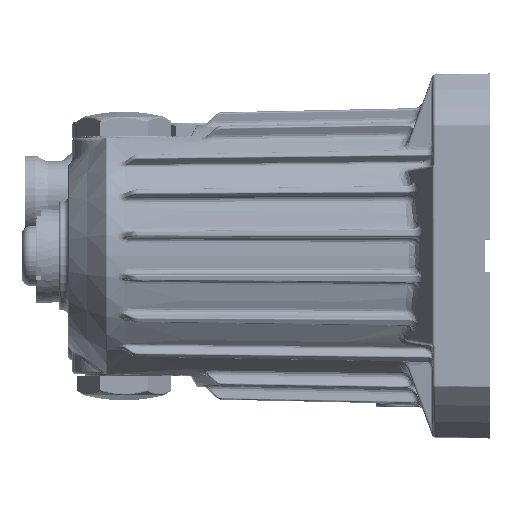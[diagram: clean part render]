
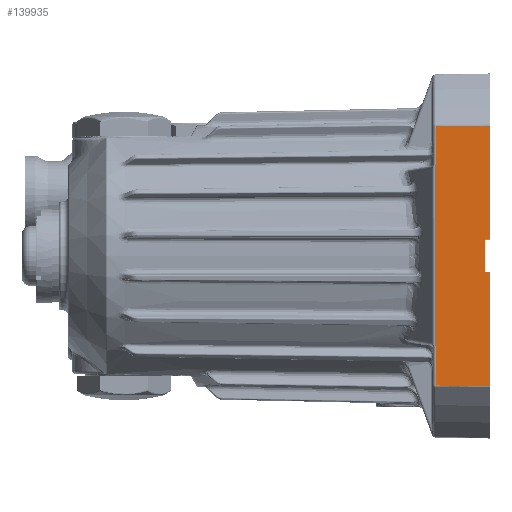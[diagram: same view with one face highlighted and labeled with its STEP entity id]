
A CAD part, top view. The second image highlights one B-rep face of the part: STEP entity #139935.
In plain terms, the highlighted planar face has unit normal (-0.018, 0, 1).
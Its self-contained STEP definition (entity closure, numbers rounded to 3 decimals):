
#2674 = CARTESIAN_POINT ( 'NONE',  ( -6.672, 47.777, 66.884 ) ) ;
#13084 = LINE ( 'NONE', #130033, #374533 ) ;
#19087 = CARTESIAN_POINT ( 'NONE',  ( -20.313, -33.1, 66.645 ) ) ;
#21132 = CARTESIAN_POINT ( 'NONE',  ( -20.245, -33.126, 66.647 ) ) ;
#23076 = CARTESIAN_POINT ( 'NONE',  ( -20.175, 33.145, 66.648 ) ) ;
#24810 = EDGE_CURVE ( 'NONE', #51855, #97648, #249881, .T. ) ;
#27192 = CARTESIAN_POINT ( 'NONE',  ( -20.104, 33.158, 66.649 ) ) ;
#27535 = CARTESIAN_POINT ( 'NONE',  ( -13.345, -47.739, 66.767 ) ) ;
#28040 = CARTESIAN_POINT ( 'NONE',  ( 0., 6., 67. ) ) ;
#29944 = CARTESIAN_POINT ( 'NONE',  ( -20.104, -33.158, 66.649 ) ) ;
#39812 = CARTESIAN_POINT ( 'NONE',  ( 0., 48.138, 67. ) ) ;
#41480 = VERTEX_POINT ( 'NONE', #365476 ) ;
#45613 = CARTESIAN_POINT ( 'NONE',  ( -20.313, 33.1, 66.645 ) ) ;
#47787 = CARTESIAN_POINT ( 'NONE',  ( -21.592, -32.896, 66.623 ) ) ;
#48704 = ORIENTED_EDGE ( 'NONE', *, *, #373118, .F. ) ;
#48709 = PLANE ( 'NONE',  #69164 ) ;
#50512 = CARTESIAN_POINT ( 'NONE',  ( -20.175, -33.145, 66.648 ) ) ;
#51855 = VERTEX_POINT ( 'NONE', #264490 ) ;
#52624 = B_SPLINE_CURVE_WITH_KNOTS ( 'NONE', 3,
 ( #59314, #27535, #90017, #294751 ),
 .UNSPECIFIED., .F., .F.,
 ( 4, 4 ),
 ( 0., 0.02 ),
 .UNSPECIFIED. ) ;
#53075 = LINE ( 'NONE', #156490, #130748 ) ;
#53239 = CARTESIAN_POINT ( 'NONE',  ( -2., 48.138, 66.965 ) ) ;
#56138 = LINE ( 'NONE', #150555, #211969 ) ;
#59177 = LINE ( 'NONE', #53239, #215056 ) ;
#59314 = CARTESIAN_POINT ( 'NONE',  ( -20.017, -47.701, 66.651 ) ) ;
#60028 = CARTESIAN_POINT ( 'NONE',  ( -20.017, 47.701, 66.651 ) ) ;
#61460 = CARTESIAN_POINT ( 'NONE',  ( -13.345, 47.739, 66.767 ) ) ;
#64868 = CARTESIAN_POINT ( 'NONE',  ( 0., 47.815, 67. ) ) ;
#66029 = LINE ( 'NONE', #47787, #221926 ) ;
#69164 = AXIS2_PLACEMENT_3D ( 'NONE', #108633, #313414, #138038 ) ;
#69937 = CARTESIAN_POINT ( 'NONE',  ( 0., 48.138, 67. ) ) ;
#70090 = VERTEX_POINT ( 'NONE', #19087 ) ;
#71271 = DIRECTION ( 'NONE',  ( 0., -1., 0. ) ) ;
#71614 = ORIENTED_EDGE ( 'NONE', *, *, #132020, .T. ) ;
#75395 = DIRECTION ( 'NONE',  ( 0., -1., 0. ) ) ;
#81821 = CARTESIAN_POINT ( 'NONE',  ( -20.313, 33.1, 66.645 ) ) ;
#83289 = VERTEX_POINT ( 'NONE', #255815 ) ;
#86147 = CARTESIAN_POINT ( 'NONE',  ( 0., -47.815, 67. ) ) ;
#90017 = CARTESIAN_POINT ( 'NONE',  ( -6.672, -47.777, 66.884 ) ) ;
#90177 = VERTEX_POINT ( 'NONE', #29944 ) ;
#97401 = EDGE_CURVE ( 'NONE', #119983, #70090, #13084, .T. ) ;
#97648 = VERTEX_POINT ( 'NONE', #330775 ) ;
#102691 = DIRECTION ( 'NONE',  ( -0.985, -0.174, -0.017 ) ) ;
#103630 = EDGE_CURVE ( 'NONE', #371726, #119983, #331533, .T. ) ;
#108633 = CARTESIAN_POINT ( 'NONE',  ( 0., 48.138, 67. ) ) ;
#113002 = ORIENTED_EDGE ( 'NONE', *, *, #166325, .T. ) ;
#115745 = ORIENTED_EDGE ( 'NONE', *, *, #372467, .T. ) ;
#119983 = VERTEX_POINT ( 'NONE', #45613 ) ;
#121689 = EDGE_CURVE ( 'NONE', #309423, #41480, #56138, .T. ) ;
#128725 = CARTESIAN_POINT ( 'NONE',  ( -20.017, -48.02, 66.651 ) ) ;
#130033 = CARTESIAN_POINT ( 'NONE',  ( -20.313, -33., 66.645 ) ) ;
#130748 = VECTOR ( 'NONE', #102691, 1000. ) ;
#132020 = EDGE_CURVE ( 'NONE', #90177, #51855, #66029, .T. ) ;
#137755 = FACE_OUTER_BOUND ( 'NONE', #332962, .T. ) ;
#138038 = DIRECTION ( 'NONE',  ( 1., 0., 0.017 ) ) ;
#139935 = ADVANCED_FACE ( 'NONE', ( #137755 ), #48709, .T. ) ;
#140133 = VECTOR ( 'NONE', #75395, 1000. ) ;
#148022 = DIRECTION ( 'NONE',  ( 0., -1., 0. ) ) ;
#150555 = CARTESIAN_POINT ( 'NONE',  ( -20.017, 33., 66.651 ) ) ;
#150749 = CARTESIAN_POINT ( 'NONE',  ( 0., -6., 67. ) ) ;
#155934 = CARTESIAN_POINT ( 'NONE',  ( 0., 6., 67. ) ) ;
#156490 = CARTESIAN_POINT ( 'NONE',  ( -21.592, 32.896, 66.623 ) ) ;
#158788 = ORIENTED_EDGE ( 'NONE', *, *, #223800, .F. ) ;
#159513 = DIRECTION ( 'NONE',  ( 0., -1., 0. ) ) ;
#166325 = EDGE_CURVE ( 'NONE', #70090, #90177, #318247, .T. ) ;
#168731 = CARTESIAN_POINT ( 'NONE',  ( -20.245, 33.126, 66.647 ) ) ;
#174296 = ORIENTED_EDGE ( 'NONE', *, *, #316639, .T. ) ;
#175686 = CARTESIAN_POINT ( 'NONE',  ( -2., 6., 66.965 ) ) ;
#181199 = ORIENTED_EDGE ( 'NONE', *, *, #24810, .T. ) ;
#185432 = DIRECTION ( 'NONE',  ( -1., 0., -0.017 ) ) ;
#187673 = DIRECTION ( 'NONE',  ( 0., -1., 0. ) ) ;
#189716 = B_SPLINE_CURVE_WITH_KNOTS ( 'NONE', 3,
 ( #207475, #2674, #61460, #266263 ),
 .UNSPECIFIED., .F., .F.,
 ( 4, 4 ),
 ( 0., 0.02 ),
 .UNSPECIFIED. ) ;
#191559 = CARTESIAN_POINT ( 'NONE',  ( -2., -6., 66.965 ) ) ;
#193593 = DIRECTION ( 'NONE',  ( 0.985, -0.174, 0.017 ) ) ;
#196742 = VERTEX_POINT ( 'NONE', #86147 ) ;
#205641 = ORIENTED_EDGE ( 'NONE', *, *, #97401, .T. ) ;
#206607 = ORIENTED_EDGE ( 'NONE', *, *, #293480, .T. ) ;
#206825 = VERTEX_POINT ( 'NONE', #191559 ) ;
#207475 = CARTESIAN_POINT ( 'NONE',  ( 0., 47.815, 67. ) ) ;
#211969 = VECTOR ( 'NONE', #148022, 1000. ) ;
#215056 = VECTOR ( 'NONE', #258014, 1000. ) ;
#218304 = LINE ( 'NONE', #39812, #140133 ) ;
#221926 = VECTOR ( 'NONE', #193593, 1000. ) ;
#223800 = EDGE_CURVE ( 'NONE', #206825, #83289, #245001, .T. ) ;
#230455 = ORIENTED_EDGE ( 'NONE', *, *, #121689, .T. ) ;
#235747 = VECTOR ( 'NONE', #326103, 1000. ) ;
#240708 = VECTOR ( 'NONE', #71271, 1000. ) ;
#245001 = LINE ( 'NONE', #150749, #235747 ) ;
#245760 = VERTEX_POINT ( 'NONE', #175686 ) ;
#249881 = LINE ( 'NONE', #128725, #240708 ) ;
#255242 = CARTESIAN_POINT ( 'NONE',  ( -20.104, -33.158, 66.649 ) ) ;
#255815 = CARTESIAN_POINT ( 'NONE',  ( 0., -6., 67. ) ) ;
#257218 = CARTESIAN_POINT ( 'NONE',  ( -20.104, 33.158, 66.649 ) ) ;
#258014 = DIRECTION ( 'NONE',  ( 0., 1., 0. ) ) ;
#260009 = LINE ( 'NONE', #155934, #328590 ) ;
#264490 = CARTESIAN_POINT ( 'NONE',  ( -20.017, -33.173, 66.651 ) ) ;
#265094 = VERTEX_POINT ( 'NONE', #64868 ) ;
#266263 = CARTESIAN_POINT ( 'NONE',  ( -20.017, 47.701, 66.651 ) ) ;
#277529 = EDGE_CURVE ( 'NONE', #97648, #196742, #52624, .T. ) ;
#292020 = VECTOR ( 'NONE', #187673, 1000. ) ;
#293480 = EDGE_CURVE ( 'NONE', #265094, #309423, #189716, .T. ) ;
#294751 = CARTESIAN_POINT ( 'NONE',  ( 0., -47.815, 67. ) ) ;
#299845 = EDGE_CURVE ( 'NONE', #83289, #196742, #218304, .T. ) ;
#309423 = VERTEX_POINT ( 'NONE', #60028 ) ;
#313414 = DIRECTION ( 'NONE',  ( -0.017, 0., 1. ) ) ;
#316639 = EDGE_CURVE ( 'NONE', #41480, #371726, #53075, .T. ) ;
#318247 =( BOUNDED_CURVE ( )  B_SPLINE_CURVE ( 3, ( #371531, #21132, #50512, #255242 ),
 .UNSPECIFIED., .F., .T. ) 
 B_SPLINE_CURVE_WITH_KNOTS ( ( 4, 4 ),
 ( 1.36, 1.562 ),
 .UNSPECIFIED. ) 
 CURVE ( )  GEOMETRIC_REPRESENTATION_ITEM ( )  RATIONAL_B_SPLINE_CURVE ( ( 1., 0.997, 0.997, 1. ) ) 
 REPRESENTATION_ITEM ( '' )  );
#326103 = DIRECTION ( 'NONE',  ( 1., 0., 0.017 ) ) ;
#328590 = VECTOR ( 'NONE', #185432, 1000. ) ;
#330775 = CARTESIAN_POINT ( 'NONE',  ( -20.017, -47.701, 66.651 ) ) ;
#331533 =( BOUNDED_CURVE ( )  B_SPLINE_CURVE ( 3, ( #257218, #23076, #168731, #81821 ),
 .UNSPECIFIED., .F., .F. ) 
 B_SPLINE_CURVE_WITH_KNOTS ( ( 4, 4 ),
 ( 4.721, 4.923 ),
 .UNSPECIFIED. ) 
 CURVE ( )  GEOMETRIC_REPRESENTATION_ITEM ( )  RATIONAL_B_SPLINE_CURVE ( ( 1., 0.997, 0.997, 1. ) ) 
 REPRESENTATION_ITEM ( '' )  );
#332962 = EDGE_LOOP ( 'NONE', ( #48704, #206607, #230455, #174296, #361073, #205641, #113002, #71614, #181199, #350383, #352173, #158788, #115745, #364912 ) ) ;
#350383 = ORIENTED_EDGE ( 'NONE', *, *, #277529, .T. ) ;
#352173 = ORIENTED_EDGE ( 'NONE', *, *, #299845, .F. ) ;
#361073 = ORIENTED_EDGE ( 'NONE', *, *, #103630, .T. ) ;
#363055 = EDGE_CURVE ( 'NONE', #378950, #245760, #260009, .T. ) ;
#364912 = ORIENTED_EDGE ( 'NONE', *, *, #363055, .F. ) ;
#365476 = CARTESIAN_POINT ( 'NONE',  ( -20.017, 33.173, 66.651 ) ) ;
#369752 = LINE ( 'NONE', #69937, #292020 ) ;
#371531 = CARTESIAN_POINT ( 'NONE',  ( -20.313, -33.1, 66.645 ) ) ;
#371726 = VERTEX_POINT ( 'NONE', #27192 ) ;
#372467 = EDGE_CURVE ( 'NONE', #206825, #245760, #59177, .T. ) ;
#373118 = EDGE_CURVE ( 'NONE', #265094, #378950, #369752, .T. ) ;
#374533 = VECTOR ( 'NONE', #159513, 1000. ) ;
#378950 = VERTEX_POINT ( 'NONE', #28040 ) ;
